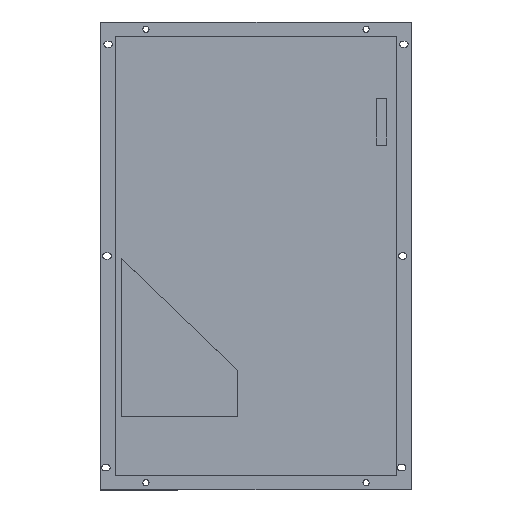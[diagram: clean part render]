
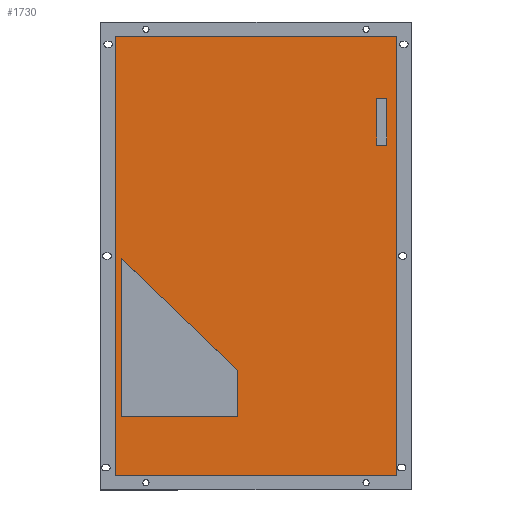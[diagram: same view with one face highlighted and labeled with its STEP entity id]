
A CAD part, top view. The second image highlights one B-rep face of the part: STEP entity #1730.
In plain terms, the highlighted planar face has unit normal (0, 0, 1).
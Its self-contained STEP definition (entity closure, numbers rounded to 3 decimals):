
#68 = ORIENTED_EDGE ( 'NONE', *, *, #2814, .F. ) ;
#69 = ORIENTED_EDGE ( 'NONE', *, *, #1048, .F. ) ;
#73 = ORIENTED_EDGE ( 'NONE', *, *, #2810, .F. ) ;
#98 = ORIENTED_EDGE ( 'NONE', *, *, #1098, .F. ) ;
#100 = VERTEX_POINT ( 'NONE', #2702 ) ;
#137 = VERTEX_POINT ( 'NONE', #2421 ) ;
#145 = EDGE_LOOP ( 'NONE', ( #332, #73, #68, #506 ) ) ;
#152 = VERTEX_POINT ( 'NONE', #2715 ) ;
#162 = VERTEX_POINT ( 'NONE', #2637 ) ;
#172 = ORIENTED_EDGE ( 'NONE', *, *, #2804, .F. ) ;
#186 = ORIENTED_EDGE ( 'NONE', *, *, #2812, .F. ) ;
#208 = VERTEX_POINT ( 'NONE', #1966 ) ;
#297 = VERTEX_POINT ( 'NONE', #2732 ) ;
#323 = VERTEX_POINT ( 'NONE', #2296 ) ;
#332 = ORIENTED_EDGE ( 'NONE', *, *, #1090, .F. ) ;
#356 = ORIENTED_EDGE ( 'NONE', *, *, #1068, .F. ) ;
#359 = VERTEX_POINT ( 'NONE', #1975 ) ;
#380 = ORIENTED_EDGE ( 'NONE', *, *, #1069, .F. ) ;
#395 = ORIENTED_EDGE ( 'NONE', *, *, #1049, .F. ) ;
#459 = VERTEX_POINT ( 'NONE', #2571 ) ;
#506 = ORIENTED_EDGE ( 'NONE', *, *, #1100, .F. ) ;
#510 = VERTEX_POINT ( 'NONE', #2584 ) ;
#513 = ORIENTED_EDGE ( 'NONE', *, *, #1046, .F. ) ;
#541 = VERTEX_POINT ( 'NONE', #2592 ) ;
#548 = VERTEX_POINT ( 'NONE', #2602 ) ;
#649 = VECTOR ( 'NONE', #1228, 1000. ) ;
#664 = VECTOR ( 'NONE', #1648, 1000. ) ;
#677 = VECTOR ( 'NONE', #1792, 1000. ) ;
#689 = VECTOR ( 'NONE', #1456, 1000. ) ;
#695 = VECTOR ( 'NONE', #2647, 1000. ) ;
#732 = VECTOR ( 'NONE', #1299, 1000. ) ;
#762 = VECTOR ( 'NONE', #1976, 1000. ) ;
#789 = VECTOR ( 'NONE', #1226, 1000. ) ;
#801 = VECTOR ( 'NONE', #1397, 1000. ) ;
#886 = VECTOR ( 'NONE', #1612, 1000. ) ;
#890 = VECTOR ( 'NONE', #1698, 1000. ) ;
#940 = VECTOR ( 'NONE', #2010, 1000. ) ;
#966 = AXIS2_PLACEMENT_3D ( 'NONE', #1590, #1621, #1577 ) ;
#1046 = EDGE_CURVE ( 'NONE', #323, #100, #2022, .T. ) ;
#1048 = EDGE_CURVE ( 'NONE', #100, #541, #2048, .T. ) ;
#1049 = EDGE_CURVE ( 'NONE', #162, #323, #1967, .T. ) ;
#1068 = EDGE_CURVE ( 'NONE', #208, #297, #1645, .T. ) ;
#1069 = EDGE_CURVE ( 'NONE', #541, #162, #1681, .T. ) ;
#1090 = EDGE_CURVE ( 'NONE', #510, #548, #1586, .T. ) ;
#1098 = EDGE_CURVE ( 'NONE', #459, #152, #1715, .T. ) ;
#1100 = EDGE_CURVE ( 'NONE', #548, #137, #1580, .T. ) ;
#1226 = DIRECTION ( 'NONE',  ( 0., 1., 0. ) ) ;
#1228 = DIRECTION ( 'NONE',  ( -1., 0., 0. ) ) ;
#1244 = CARTESIAN_POINT ( 'NONE',  ( 115.9, 98.1, 63.3 ) ) ;
#1266 = LINE ( 'NONE', #1944, #677 ) ;
#1281 = CARTESIAN_POINT ( 'NONE',  ( 124.8, -194.6, 63.3 ) ) ;
#1286 = LINE ( 'NONE', #1244, #732 ) ;
#1292 = LINE ( 'NONE', #1281, #801 ) ;
#1299 = DIRECTION ( 'NONE',  ( 1., 0., 0. ) ) ;
#1326 = LINE ( 'NONE', #1457, #689 ) ;
#1397 = DIRECTION ( 'NONE',  ( -1., 0., 0. ) ) ;
#1456 = DIRECTION ( 'NONE',  ( 1., 0., 0. ) ) ;
#1457 = CARTESIAN_POINT ( 'NONE',  ( 124.8, 194.6, 63.3 ) ) ;
#1577 = DIRECTION ( 'NONE',  ( -1., 0., 0. ) ) ;
#1580 = LINE ( 'NONE', #1716, #649 ) ;
#1583 = PLANE ( 'NONE',  #966 ) ;
#1584 = FACE_BOUND ( 'NONE', #145, .T. ) ;
#1586 = LINE ( 'NONE', #1589, #890 ) ;
#1588 = FACE_BOUND ( 'NONE', #2157, .T. ) ;
#1589 = CARTESIAN_POINT ( 'NONE',  ( 115.9, 139.6, 63.3 ) ) ;
#1590 = CARTESIAN_POINT ( 'NONE',  ( 124.8, -194.6, 63.3 ) ) ;
#1612 = DIRECTION ( 'NONE',  ( 0., 1., 0. ) ) ;
#1621 = DIRECTION ( 'NONE',  ( 0., 0., -1. ) ) ;
#1624 = CARTESIAN_POINT ( 'NONE',  ( 124.8, 194.6, 63.3 ) ) ;
#1625 = FACE_OUTER_BOUND ( 'NONE', #2102, .T. ) ;
#1645 = LINE ( 'NONE', #1624, #664 ) ;
#1647 = CARTESIAN_POINT ( 'NONE',  ( -16., -142.3, 63.3 ) ) ;
#1648 = DIRECTION ( 'NONE',  ( 0., -1., 0. ) ) ;
#1681 = LINE ( 'NONE', #1647, #886 ) ;
#1698 = DIRECTION ( 'NONE',  ( 0., 1., 0. ) ) ;
#1714 = CARTESIAN_POINT ( 'NONE',  ( -124.8, 194.6, 63.3 ) ) ;
#1715 = LINE ( 'NONE', #1714, #789 ) ;
#1716 = CARTESIAN_POINT ( 'NONE',  ( 115.9, 139.6, 63.3 ) ) ;
#1730 = ADVANCED_FACE ( 'NONE', ( #1588, #1625, #1584 ), #1583, .F. ) ;
#1792 = DIRECTION ( 'NONE',  ( 0., -1., 0. ) ) ;
#1944 = CARTESIAN_POINT ( 'NONE',  ( 106.9, 139.6, 63.3 ) ) ;
#1961 = CARTESIAN_POINT ( 'NONE',  ( -119., -142.3, 63.3 ) ) ;
#1966 = CARTESIAN_POINT ( 'NONE',  ( 124.8, 194.6, 63.3 ) ) ;
#1967 = LINE ( 'NONE', #1993, #762 ) ;
#1975 = CARTESIAN_POINT ( 'NONE',  ( 106.9, 98.1, 63.3 ) ) ;
#1976 = DIRECTION ( 'NONE',  ( -0.721, 0.693, 0. ) ) ;
#1993 = CARTESIAN_POINT ( 'NONE',  ( -16., -101.3, 63.3 ) ) ;
#2009 = CARTESIAN_POINT ( 'NONE',  ( -119., -2.3, 63.3 ) ) ;
#2010 = DIRECTION ( 'NONE',  ( 0., -1., 0. ) ) ;
#2022 = LINE ( 'NONE', #2009, #940 ) ;
#2048 = LINE ( 'NONE', #1961, #695 ) ;
#2102 = EDGE_LOOP ( 'NONE', ( #356, #172, #98, #186 ) ) ;
#2157 = EDGE_LOOP ( 'NONE', ( #69, #513, #395, #380 ) ) ;
#2296 = CARTESIAN_POINT ( 'NONE',  ( -119., -2.3, 63.3 ) ) ;
#2421 = CARTESIAN_POINT ( 'NONE',  ( 106.9, 139.6, 63.3 ) ) ;
#2571 = CARTESIAN_POINT ( 'NONE',  ( -124.8, -194.6, 63.3 ) ) ;
#2584 = CARTESIAN_POINT ( 'NONE',  ( 115.9, 98.1, 63.3 ) ) ;
#2592 = CARTESIAN_POINT ( 'NONE',  ( -16., -142.3, 63.3 ) ) ;
#2602 = CARTESIAN_POINT ( 'NONE',  ( 115.9, 139.6, 63.3 ) ) ;
#2637 = CARTESIAN_POINT ( 'NONE',  ( -16., -101.3, 63.3 ) ) ;
#2647 = DIRECTION ( 'NONE',  ( 1., 0., 0. ) ) ;
#2702 = CARTESIAN_POINT ( 'NONE',  ( -119., -142.3, 63.3 ) ) ;
#2715 = CARTESIAN_POINT ( 'NONE',  ( -124.8, 194.6, 63.3 ) ) ;
#2732 = CARTESIAN_POINT ( 'NONE',  ( 124.8, -194.6, 63.3 ) ) ;
#2804 = EDGE_CURVE ( 'NONE', #152, #208, #1326, .T. ) ;
#2810 = EDGE_CURVE ( 'NONE', #359, #510, #1286, .T. ) ;
#2812 = EDGE_CURVE ( 'NONE', #297, #459, #1292, .T. ) ;
#2814 = EDGE_CURVE ( 'NONE', #137, #359, #1266, .T. ) ;
